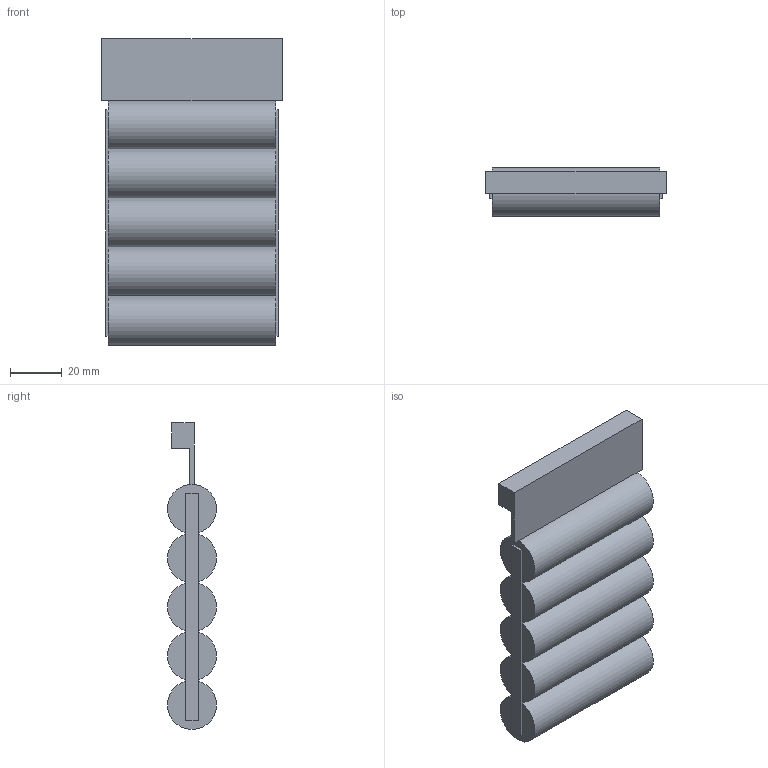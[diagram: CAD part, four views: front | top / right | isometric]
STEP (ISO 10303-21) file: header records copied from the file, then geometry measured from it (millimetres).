
FILE_DESCRIPTION (( 'STEP AP203' ), '1' );
FILE_NAME ('Battery bank_Default_sldprt.STEP', '2020-11-13T20:12:25', ( '' ), ( '' ), 'SwSTEP 2.0', 'SolidWorks 2019', '' );
FILE_SCHEMA (( 'CONFIG_CONTROL_DESIGN' ));
Length unit declared in the file: millimetre
Products named in the file (1): Battery bank_Default_sldprt
Bounding box: 70 x 18.98 x 118.96 mm (x, y, z)
Volume: 100970.2 mm3; surface area: 25121.1 mm2
Topology: 2 solids, 2 shells, 41 faces, 93 edges, 62 vertices
Faces by surface type: plane 32, cylinder 9
Entity records: 1220 total; most frequent: CARTESIAN_POINT 197, DIRECTION 195, ORIENTED_EDGE 186, EDGE_CURVE 93, LINE 75, VECTOR 75, VERTEX_POINT 62, AXIS2_PLACEMENT_3D 60
